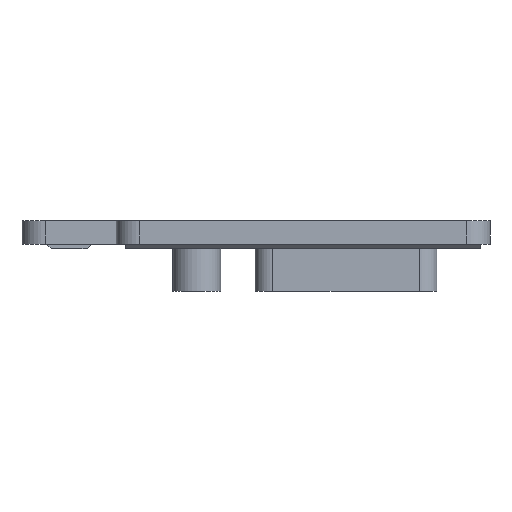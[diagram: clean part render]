
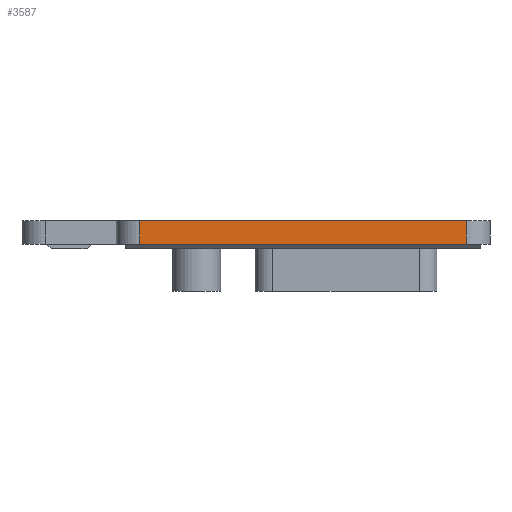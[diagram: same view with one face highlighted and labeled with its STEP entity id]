
A CAD part, front view. The second image highlights one B-rep face of the part: STEP entity #3587.
In plain terms, the highlighted planar face has unit normal (0, -1, 0).
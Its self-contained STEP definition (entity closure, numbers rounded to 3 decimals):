
#601 = PLANE('',#602);
#602 = AXIS2_PLACEMENT_3D('',#603,#604,#605);
#603 = CARTESIAN_POINT('',(52.087,31.745,10.));
#604 = DIRECTION('',(0.,0.,-1.));
#605 = DIRECTION('',(-1.,0.,-0.));
#1266 = VERTEX_POINT('',#1267);
#1267 = CARTESIAN_POINT('',(94.196,0.,10.));
#1286 = CYLINDRICAL_SURFACE('',#1287,5.);
#1287 = AXIS2_PLACEMENT_3D('',#1288,#1289,#1290);
#1288 = CARTESIAN_POINT('',(94.196,5.,10.));
#1289 = DIRECTION('',(-0.,-0.,-1.));
#1290 = DIRECTION('',(1.,0.,0.));
#1298 = EDGE_CURVE('',#1299,#1266,#1301,.T.);
#1299 = VERTEX_POINT('',#1300);
#1300 = CARTESIAN_POINT('',(25.,0.,10.));
#1301 = SURFACE_CURVE('',#1302,(#1306,#1313),.PCURVE_S1.);
#1302 = LINE('',#1303,#1304);
#1303 = CARTESIAN_POINT('',(25.,0.,10.));
#1304 = VECTOR('',#1305,1.);
#1305 = DIRECTION('',(1.,0.,0.));
#1306 = PCURVE('',#601,#1307);
#1307 = DEFINITIONAL_REPRESENTATION('',(#1308),#1312);
#1308 = LINE('',#1309,#1310);
#1309 = CARTESIAN_POINT('',(27.087,-31.745));
#1310 = VECTOR('',#1311,1.);
#1311 = DIRECTION('',(-1.,0.));
#1312 = ( GEOMETRIC_REPRESENTATION_CONTEXT(2) 
PARAMETRIC_REPRESENTATION_CONTEXT() REPRESENTATION_CONTEXT('2D SPACE',''
  ) );
#1313 = PCURVE('',#1314,#1319);
#1314 = PLANE('',#1315);
#1315 = AXIS2_PLACEMENT_3D('',#1316,#1317,#1318);
#1316 = CARTESIAN_POINT('',(25.,0.,10.));
#1317 = DIRECTION('',(0.,1.,0.));
#1318 = DIRECTION('',(1.,0.,0.));
#1319 = DEFINITIONAL_REPRESENTATION('',(#1320),#1324);
#1320 = LINE('',#1321,#1322);
#1321 = CARTESIAN_POINT('',(0.,0.));
#1322 = VECTOR('',#1323,1.);
#1323 = DIRECTION('',(1.,0.));
#1324 = ( GEOMETRIC_REPRESENTATION_CONTEXT(2) 
PARAMETRIC_REPRESENTATION_CONTEXT() REPRESENTATION_CONTEXT('2D SPACE',''
  ) );
#1347 = CYLINDRICAL_SURFACE('',#1348,5.);
#1348 = AXIS2_PLACEMENT_3D('',#1349,#1350,#1351);
#1349 = CARTESIAN_POINT('',(25.,5.,10.));
#1350 = DIRECTION('',(-0.,-0.,-1.));
#1351 = DIRECTION('',(1.,0.,0.));
#3158 = PLANE('',#3159);
#3159 = AXIS2_PLACEMENT_3D('',#3160,#3161,#3162);
#3160 = CARTESIAN_POINT('',(54.713,33.369,15.));
#3161 = DIRECTION('',(0.,0.,1.));
#3162 = DIRECTION('',(0.,1.,0.));
#3541 = EDGE_CURVE('',#1266,#3542,#3544,.T.);
#3542 = VERTEX_POINT('',#3543);
#3543 = CARTESIAN_POINT('',(94.196,-0.,15.));
#3544 = SURFACE_CURVE('',#3545,(#3549,#3556),.PCURVE_S1.);
#3545 = LINE('',#3546,#3547);
#3546 = CARTESIAN_POINT('',(94.196,0.,10.));
#3547 = VECTOR('',#3548,1.);
#3548 = DIRECTION('',(0.,0.,1.));
#3549 = PCURVE('',#1286,#3550);
#3550 = DEFINITIONAL_REPRESENTATION('',(#3551),#3555);
#3551 = LINE('',#3552,#3553);
#3552 = CARTESIAN_POINT('',(-4.712,0.));
#3553 = VECTOR('',#3554,1.);
#3554 = DIRECTION('',(-0.,-1.));
#3555 = ( GEOMETRIC_REPRESENTATION_CONTEXT(2) 
PARAMETRIC_REPRESENTATION_CONTEXT() REPRESENTATION_CONTEXT('2D SPACE',''
  ) );
#3556 = PCURVE('',#1314,#3557);
#3557 = DEFINITIONAL_REPRESENTATION('',(#3558),#3562);
#3558 = LINE('',#3559,#3560);
#3559 = CARTESIAN_POINT('',(69.196,0.));
#3560 = VECTOR('',#3561,1.);
#3561 = DIRECTION('',(0.,-1.));
#3562 = ( GEOMETRIC_REPRESENTATION_CONTEXT(2) 
PARAMETRIC_REPRESENTATION_CONTEXT() REPRESENTATION_CONTEXT('2D SPACE',''
  ) );
#3587 = ADVANCED_FACE('',(#3588),#1314,.F.);
#3588 = FACE_BOUND('',#3589,.F.);
#3589 = EDGE_LOOP('',(#3590,#3613,#3634,#3635));
#3590 = ORIENTED_EDGE('',*,*,#3591,.T.);
#3591 = EDGE_CURVE('',#1299,#3592,#3594,.T.);
#3592 = VERTEX_POINT('',#3593);
#3593 = CARTESIAN_POINT('',(25.,-0.,15.));
#3594 = SURFACE_CURVE('',#3595,(#3599,#3606),.PCURVE_S1.);
#3595 = LINE('',#3596,#3597);
#3596 = CARTESIAN_POINT('',(25.,0.,10.));
#3597 = VECTOR('',#3598,1.);
#3598 = DIRECTION('',(0.,0.,1.));
#3599 = PCURVE('',#1314,#3600);
#3600 = DEFINITIONAL_REPRESENTATION('',(#3601),#3605);
#3601 = LINE('',#3602,#3603);
#3602 = CARTESIAN_POINT('',(0.,0.));
#3603 = VECTOR('',#3604,1.);
#3604 = DIRECTION('',(0.,-1.));
#3605 = ( GEOMETRIC_REPRESENTATION_CONTEXT(2) 
PARAMETRIC_REPRESENTATION_CONTEXT() REPRESENTATION_CONTEXT('2D SPACE',''
  ) );
#3606 = PCURVE('',#1347,#3607);
#3607 = DEFINITIONAL_REPRESENTATION('',(#3608),#3612);
#3608 = LINE('',#3609,#3610);
#3609 = CARTESIAN_POINT('',(-4.712,0.));
#3610 = VECTOR('',#3611,1.);
#3611 = DIRECTION('',(-0.,-1.));
#3612 = ( GEOMETRIC_REPRESENTATION_CONTEXT(2) 
PARAMETRIC_REPRESENTATION_CONTEXT() REPRESENTATION_CONTEXT('2D SPACE',''
  ) );
#3613 = ORIENTED_EDGE('',*,*,#3614,.T.);
#3614 = EDGE_CURVE('',#3592,#3542,#3615,.T.);
#3615 = SURFACE_CURVE('',#3616,(#3620,#3627),.PCURVE_S1.);
#3616 = LINE('',#3617,#3618);
#3617 = CARTESIAN_POINT('',(25.,0.,15.));
#3618 = VECTOR('',#3619,1.);
#3619 = DIRECTION('',(1.,0.,0.));
#3620 = PCURVE('',#1314,#3621);
#3621 = DEFINITIONAL_REPRESENTATION('',(#3622),#3626);
#3622 = LINE('',#3623,#3624);
#3623 = CARTESIAN_POINT('',(0.,-5.));
#3624 = VECTOR('',#3625,1.);
#3625 = DIRECTION('',(1.,0.));
#3626 = ( GEOMETRIC_REPRESENTATION_CONTEXT(2) 
PARAMETRIC_REPRESENTATION_CONTEXT() REPRESENTATION_CONTEXT('2D SPACE',''
  ) );
#3627 = PCURVE('',#3158,#3628);
#3628 = DEFINITIONAL_REPRESENTATION('',(#3629),#3633);
#3629 = LINE('',#3630,#3631);
#3630 = CARTESIAN_POINT('',(-33.369,29.713));
#3631 = VECTOR('',#3632,1.);
#3632 = DIRECTION('',(0.,-1.));
#3633 = ( GEOMETRIC_REPRESENTATION_CONTEXT(2) 
PARAMETRIC_REPRESENTATION_CONTEXT() REPRESENTATION_CONTEXT('2D SPACE',''
  ) );
#3634 = ORIENTED_EDGE('',*,*,#3541,.F.);
#3635 = ORIENTED_EDGE('',*,*,#1298,.F.);
